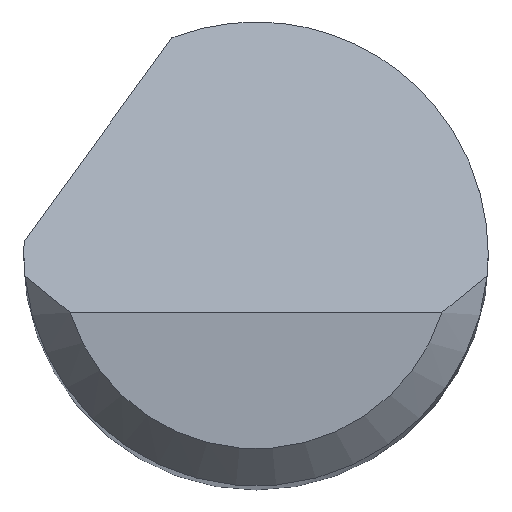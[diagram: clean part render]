
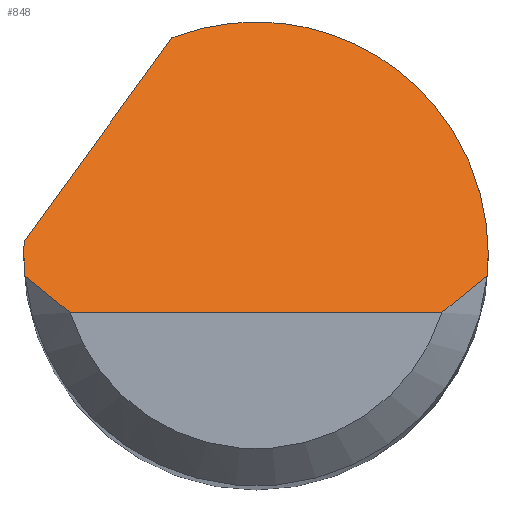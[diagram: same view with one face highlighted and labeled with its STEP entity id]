
A CAD part, top view. The second image highlights one B-rep face of the part: STEP entity #848.
In plain terms, the highlighted planar face has unit normal (0, 0.707, 0.707).
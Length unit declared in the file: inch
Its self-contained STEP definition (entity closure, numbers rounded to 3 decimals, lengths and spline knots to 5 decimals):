
#61 = VERTEX_POINT ( 'NONE', #175 ) ;
#81 = CARTESIAN_POINT ( 'NONE',  ( 0.09361, -0.00584, 1.98209 ) ) ;
#100 =( BOUNDED_CURVE ( )  B_SPLINE_CURVE ( 3, ( #292, #132, #690, #784 ),
 .UNSPECIFIED., .F., .F. ) 
 B_SPLINE_CURVE_WITH_KNOTS ( ( 4, 4 ),
 ( 5.91277, 7.85398 ),
 .UNSPECIFIED. ) 
 CURVE ( )  GEOMETRIC_REPRESENTATION_ITEM ( )  RATIONAL_B_SPLINE_CURVE ( ( 1., 0.71, 0.71, 1. ) ) 
 REPRESENTATION_ITEM ( '' )  );
#101 = VECTOR ( 'NONE', #752, 39.37008 ) ;
#119 = B_SPLINE_CURVE_WITH_KNOTS ( 'NONE', 3,
 ( #962, #939, #673, #368 ),
 .UNSPECIFIED., .F., .F.,
 ( 4, 4 ),
 ( 0., 0.00071 ),
 .UNSPECIFIED. ) ;
#120 = CARTESIAN_POINT ( 'NONE',  ( -0.09362, 0.005, 1.97125 ) ) ;
#131 = EDGE_CURVE ( 'NONE', #814, #540, #483, .T. ) ;
#132 = CARTESIAN_POINT ( 'NONE',  ( 0.03379, 0.11369, 1.86256 ) ) ;
#133 = VECTOR ( 'NONE', #680, 39.37008 ) ;
#150 = ORIENTED_EDGE ( 'NONE', *, *, #365, .F. ) ;
#166 = EDGE_CURVE ( 'NONE', #61, #814, #119, .T. ) ;
#175 = CARTESIAN_POINT ( 'NONE',  ( -0.09334, -0.00875, 1.985 ) ) ;
#204 = CARTESIAN_POINT ( 'NONE',  ( 0.09334, -0.00875, 1.985 ) ) ;
#212 = FACE_OUTER_BOUND ( 'NONE', #1212, .T. ) ;
#222 = CARTESIAN_POINT ( 'NONE',  ( -0.09375, 0., 1.97625 ) ) ;
#244 = VERTEX_POINT ( 'NONE', #969 ) ;
#282 = CARTESIAN_POINT ( 'NONE',  ( -0.09375, 0., 1.97625 ) ) ;
#287 =( BOUNDED_CURVE ( )  B_SPLINE_CURVE ( 3, ( #385, #566, #860, #282 ),
 .UNSPECIFIED., .F., .F. ) 
 B_SPLINE_CURVE_WITH_KNOTS ( ( 4, 4 ),
 ( 4.61892, 4.71239 ),
 .UNSPECIFIED. ) 
 CURVE ( )  GEOMETRIC_REPRESENTATION_ITEM ( )  RATIONAL_B_SPLINE_CURVE ( ( 1., 0.999, 0.999, 1. ) ) 
 REPRESENTATION_ITEM ( '' )  );
#292 = CARTESIAN_POINT ( 'NONE',  ( -0.03394, 0.08739, 1.88886 ) ) ;
#302 = EDGE_CURVE ( 'NONE', #540, #1035, #663, .T. ) ;
#314 = CARTESIAN_POINT ( 'NONE',  ( 0.08157, -0.019, 1.99525 ) ) ;
#323 =( BOUNDED_CURVE ( )  B_SPLINE_CURVE ( 3, ( #222, #611, #994, #120 ),
 .UNSPECIFIED., .F., .F. ) 
 B_SPLINE_CURVE_WITH_KNOTS ( ( 4, 4 ),
 ( 4.71239, 4.76575 ),
 .UNSPECIFIED. ) 
 CURVE ( )  GEOMETRIC_REPRESENTATION_ITEM ( )  RATIONAL_B_SPLINE_CURVE ( ( 1., 1., 1., 1. ) ) 
 REPRESENTATION_ITEM ( '' )  );
#342 = EDGE_CURVE ( 'NONE', #634, #244, #323, .T. ) ;
#356 = ORIENTED_EDGE ( 'NONE', *, *, #166, .T. ) ;
#362 = CARTESIAN_POINT ( 'NONE',  ( 0., -0.02375, 2. ) ) ;
#364 = CARTESIAN_POINT ( 'NONE',  ( 0.09375, 0., 1.97625 ) ) ;
#365 = EDGE_CURVE ( 'NONE', #641, #1035, #1060, .T. ) ;
#368 = CARTESIAN_POINT ( 'NONE',  ( -0.07508, -0.02375, 2. ) ) ;
#385 = CARTESIAN_POINT ( 'NONE',  ( -0.09334, -0.00875, 1.985 ) ) ;
#392 = CARTESIAN_POINT ( 'NONE',  ( 0.09375, -0.00292, 1.97917 ) ) ;
#411 = CARTESIAN_POINT ( 'NONE',  ( 0.07508, -0.02375, 2. ) ) ;
#482 = AXIS2_PLACEMENT_3D ( 'NONE', #593, #992, #1176 ) ;
#483 = LINE ( 'NONE', #362, #101 ) ;
#500 = CARTESIAN_POINT ( 'NONE',  ( 0.09334, -0.00875, 1.985 ) ) ;
#540 = VERTEX_POINT ( 'NONE', #581 ) ;
#553 = CARTESIAN_POINT ( 'NONE',  ( -0.09375, 0., 1.97625 ) ) ;
#566 = CARTESIAN_POINT ( 'NONE',  ( -0.09361, -0.00584, 1.98209 ) ) ;
#581 = CARTESIAN_POINT ( 'NONE',  ( 0.07508, -0.02375, 2. ) ) ;
#593 = CARTESIAN_POINT ( 'NONE',  ( -0.09375, -0.02375, 2. ) ) ;
#594 = ORIENTED_EDGE ( 'NONE', *, *, #787, .F. ) ;
#607 = PLANE ( 'NONE',  #482 ) ;
#611 = CARTESIAN_POINT ( 'NONE',  ( -0.09375, 0.00167, 1.97458 ) ) ;
#613 = CARTESIAN_POINT ( 'NONE',  ( 0.09334, -0.00875, 1.985 ) ) ;
#634 = VERTEX_POINT ( 'NONE', #553 ) ;
#641 = VERTEX_POINT ( 'NONE', #364 ) ;
#663 = B_SPLINE_CURVE_WITH_KNOTS ( 'NONE', 3,
 ( #411, #314, #706, #204 ),
 .UNSPECIFIED., .F., .F.,
 ( 4, 4 ),
 ( 0., 0.00071 ),
 .UNSPECIFIED. ) ;
#673 = CARTESIAN_POINT ( 'NONE',  ( -0.08157, -0.019, 1.99525 ) ) ;
#680 = DIRECTION ( 'NONE',  ( 0.456, 0.629, -0.629 ) ) ;
#690 = CARTESIAN_POINT ( 'NONE',  ( 0.09375, 0.07266, 1.90359 ) ) ;
#706 = CARTESIAN_POINT ( 'NONE',  ( 0.08761, -0.01397, 1.99022 ) ) ;
#724 = EDGE_CURVE ( 'NONE', #61, #634, #287, .T. ) ;
#752 = DIRECTION ( 'NONE',  ( 1., 0., 0. ) ) ;
#767 = LINE ( 'NONE', #1156, #133 ) ;
#784 = CARTESIAN_POINT ( 'NONE',  ( 0.09375, 0., 1.97625 ) ) ;
#787 = EDGE_CURVE ( 'NONE', #244, #890, #767, .T. ) ;
#813 = ORIENTED_EDGE ( 'NONE', *, *, #724, .F. ) ;
#814 = VERTEX_POINT ( 'NONE', #1191 ) ;
#825 = ORIENTED_EDGE ( 'NONE', *, *, #1134, .F. ) ;
#848 = ADVANCED_FACE ( 'NONE', ( #212 ), #607, .F. ) ;
#860 = CARTESIAN_POINT ( 'NONE',  ( -0.09375, -0.00292, 1.97917 ) ) ;
#890 = VERTEX_POINT ( 'NONE', #1092 ) ;
#938 = ORIENTED_EDGE ( 'NONE', *, *, #302, .T. ) ;
#939 = CARTESIAN_POINT ( 'NONE',  ( -0.08761, -0.01397, 1.99022 ) ) ;
#962 = CARTESIAN_POINT ( 'NONE',  ( -0.09334, -0.00875, 1.985 ) ) ;
#969 = CARTESIAN_POINT ( 'NONE',  ( -0.09362, 0.005, 1.97125 ) ) ;
#992 = DIRECTION ( 'NONE',  ( 0., -0.707, -0.707 ) ) ;
#994 = CARTESIAN_POINT ( 'NONE',  ( -0.09371, 0.00333, 1.97292 ) ) ;
#1035 = VERTEX_POINT ( 'NONE', #613 ) ;
#1060 =( BOUNDED_CURVE ( )  B_SPLINE_CURVE ( 3, ( #1097, #392, #81, #500 ),
 .UNSPECIFIED., .F., .F. ) 
 B_SPLINE_CURVE_WITH_KNOTS ( ( 4, 4 ),
 ( 1.5708, 1.66427 ),
 .UNSPECIFIED. ) 
 CURVE ( )  GEOMETRIC_REPRESENTATION_ITEM ( )  RATIONAL_B_SPLINE_CURVE ( ( 1., 0.999, 0.999, 1. ) ) 
 REPRESENTATION_ITEM ( '' )  );
#1092 = CARTESIAN_POINT ( 'NONE',  ( -0.03394, 0.08739, 1.88886 ) ) ;
#1097 = CARTESIAN_POINT ( 'NONE',  ( 0.09375, 0., 1.97625 ) ) ;
#1130 = ORIENTED_EDGE ( 'NONE', *, *, #342, .F. ) ;
#1134 = EDGE_CURVE ( 'NONE', #890, #641, #100, .T. ) ;
#1156 = CARTESIAN_POINT ( 'NONE',  ( -0.11014, -0.01781, 1.99406 ) ) ;
#1176 = DIRECTION ( 'NONE',  ( 0., 0.707, -0.707 ) ) ;
#1191 = CARTESIAN_POINT ( 'NONE',  ( -0.07508, -0.02375, 2. ) ) ;
#1212 = EDGE_LOOP ( 'NONE', ( #1225, #938, #150, #825, #594, #1130, #813, #356 ) ) ;
#1225 = ORIENTED_EDGE ( 'NONE', *, *, #131, .T. ) ;
